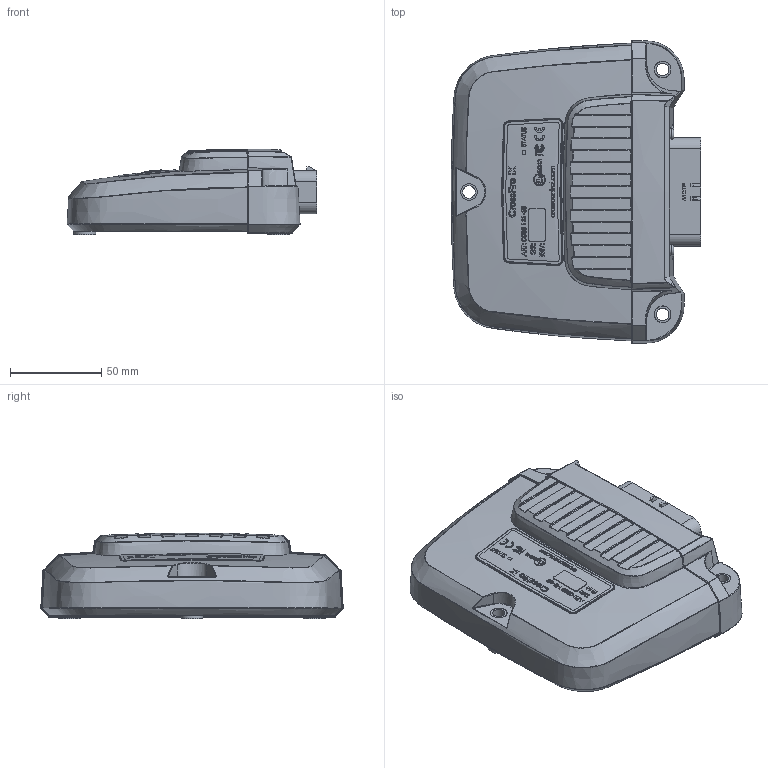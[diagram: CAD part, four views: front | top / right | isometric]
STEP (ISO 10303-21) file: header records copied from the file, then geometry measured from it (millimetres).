
FILE_DESCRIPTION(/* description */ ('Unknown'),/* implementation_level */ '2;1');
FILE_NAME(/* name */ 'Export_C000 141-50rC',/* time_stamp */ '2017-11-29T15:16:45+01:00',/* author */ ('Urban WickstrÃ¶m'),/* organization */ ('CrossControl'),/* preprocessor_version */ 'ST-DEVELOPER v16.7',/* originating_system */ 'DEX',/* authorisation */ $);
FILE_SCHEMA (('AUTOMOTIVE_DESIGN {1 0 10303 214 3 1 1}'));
Products named in the file (1): Part Copy C000 141-50rC
Bounding box: 136.67 x 165.56 x 47 mm (x, y, z)
Volume: 582733.5 mm3; surface area: 107509.7 mm2
Topology: 4 solids, 9 shells, 2228 faces, 5583 edges, 3500 vertices
Faces by surface type: plane 690, bspline 669, cylinder 459, torus 162, cone 128, sphere 120
Full cylindrical faces by diameter (mm): 1.3 x47, 2.607 x4, 3.15 x4, 4 x1, 5.6 x4, 6.8 x3, 12 x3
Entity records: 103736 total; most frequent: CARTESIAN_POINT 44153, ORIENTED_EDGE 10698, DIRECTION 8094, EDGE_CURVE 5349, VERTEX_POINT 3449, AXIS2_PLACEMENT_3D 3052, EDGE_LOOP 2562, FACE_BOUND 2562
